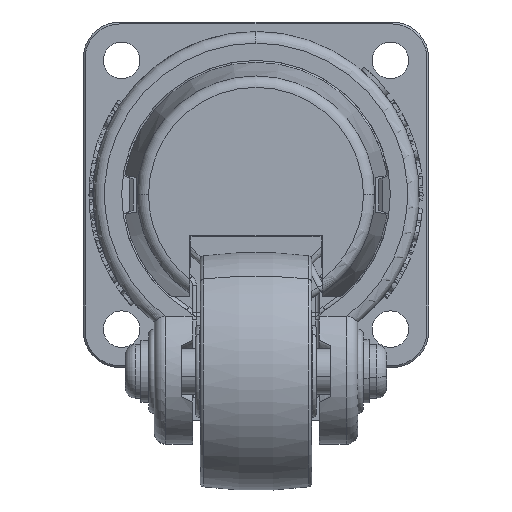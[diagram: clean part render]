
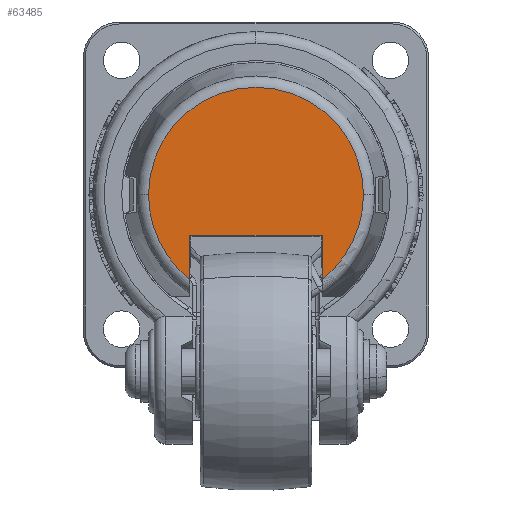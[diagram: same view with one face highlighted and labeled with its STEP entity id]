
A CAD part, front view. The second image highlights one B-rep face of the part: STEP entity #63485.
In plain terms, the highlighted planar face has unit normal (0, -1, 0).
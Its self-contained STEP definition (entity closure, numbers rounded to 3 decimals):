
#4104 = ORIENTED_EDGE ( 'NONE', *, *, #45689, .T. ) ;
#4307 = EDGE_LOOP ( 'NONE', ( #23562, #6868, #4104, #43684, #56990, #58239 ) ) ;
#4627 = CARTESIAN_POINT ( 'NONE',  ( 0., -44., 0. ) ) ;
#6868 = ORIENTED_EDGE ( 'NONE', *, *, #44619, .T. ) ;
#7864 = VERTEX_POINT ( 'NONE', #78961 ) ;
#12951 = DIRECTION ( 'NONE',  ( -1., 0., 0. ) ) ;
#13050 = EDGE_CURVE ( 'NONE', #42769, #41167, #89323, .T. ) ;
#16254 = DIRECTION ( 'NONE',  ( 0., 0., -1. ) ) ;
#17191 = DIRECTION ( 'NONE',  ( 0., 0., 1. ) ) ;
#18038 = VERTEX_POINT ( 'NONE', #42055 ) ;
#18126 = AXIS2_PLACEMENT_3D ( 'NONE', #4627, #62231, #12951 ) ;
#21318 = AXIS2_PLACEMENT_3D ( 'NONE', #36522, #93954, #44771 ) ;
#21418 = AXIS2_PLACEMENT_3D ( 'NONE', #94323, #45148, #102568 ) ;
#23562 = ORIENTED_EDGE ( 'NONE', *, *, #96564, .T. ) ;
#25475 = CARTESIAN_POINT ( 'NONE',  ( -17.25, -44., -26.5 ) ) ;
#25895 = EDGE_CURVE ( 'NONE', #94582, #42769, #95868, .T. ) ;
#27180 = PLANE ( 'NONE',  #73725 ) ;
#31476 = VECTOR ( 'NONE', #16254, 1000. ) ;
#32348 = EDGE_CURVE ( 'NONE', #102863, #94582, #42703, .T. ) ;
#35457 = DIRECTION ( 'NONE',  ( 1., 0., 0. ) ) ;
#36522 = CARTESIAN_POINT ( 'NONE',  ( 0., -44., 0. ) ) ;
#37315 = CARTESIAN_POINT ( 'NONE',  ( -27.991, -44., 0. ) ) ;
#41167 = VERTEX_POINT ( 'NONE', #103963 ) ;
#42055 = CARTESIAN_POINT ( 'NONE',  ( 17.25, -44., -22.043 ) ) ;
#42703 = CIRCLE ( 'NONE', #18126, 27.991 ) ;
#42769 = VERTEX_POINT ( 'NONE', #67768 ) ;
#43684 = ORIENTED_EDGE ( 'NONE', *, *, #32348, .T. ) ;
#44619 = EDGE_CURVE ( 'NONE', #7864, #18038, #75153, .T. ) ;
#44771 = DIRECTION ( 'NONE',  ( -1., 0., 0. ) ) ;
#45148 = DIRECTION ( 'NONE',  ( 0., -1., 0. ) ) ;
#45648 = VECTOR ( 'NONE', #17191, 1000. ) ;
#45689 = EDGE_CURVE ( 'NONE', #18038, #102863, #86621, .T. ) ;
#56990 = ORIENTED_EDGE ( 'NONE', *, *, #25895, .T. ) ;
#58239 = ORIENTED_EDGE ( 'NONE', *, *, #13050, .T. ) ;
#62231 = DIRECTION ( 'NONE',  ( 0., -1., 0. ) ) ;
#63485 = ADVANCED_FACE ( 'NONE', ( #105967 ), #27180, .F. ) ;
#64703 = VECTOR ( 'NONE', #73792, 1000. ) ;
#65488 = CARTESIAN_POINT ( 'NONE',  ( -17.25, -44., -10.5 ) ) ;
#67768 = CARTESIAN_POINT ( 'NONE',  ( -17.25, -44., -22.043 ) ) ;
#73725 = AXIS2_PLACEMENT_3D ( 'NONE', #76424, #84638, #35457 ) ;
#73792 = DIRECTION ( 'NONE',  ( 1., 0., 0. ) ) ;
#75153 = LINE ( 'NONE', #98247, #31476 ) ;
#76424 = CARTESIAN_POINT ( 'NONE',  ( 0., -44., 27.991 ) ) ;
#78961 = CARTESIAN_POINT ( 'NONE',  ( 17.25, -44., -10.5 ) ) ;
#84638 = DIRECTION ( 'NONE',  ( 0., 1., 0. ) ) ;
#86612 = LINE ( 'NONE', #65488, #64703 ) ;
#86621 = CIRCLE ( 'NONE', #21418, 27.991 ) ;
#89323 = LINE ( 'NONE', #25475, #45648 ) ;
#91347 = CARTESIAN_POINT ( 'NONE',  ( 27.991, -44., 0. ) ) ;
#93954 = DIRECTION ( 'NONE',  ( 0., -1., 0. ) ) ;
#94323 = CARTESIAN_POINT ( 'NONE',  ( 0., -44., 0. ) ) ;
#94582 = VERTEX_POINT ( 'NONE', #37315 ) ;
#95868 = CIRCLE ( 'NONE', #21318, 27.991 ) ;
#96564 = EDGE_CURVE ( 'NONE', #41167, #7864, #86612, .T. ) ;
#98247 = CARTESIAN_POINT ( 'NONE',  ( 17.25, -44., -26.5 ) ) ;
#102568 = DIRECTION ( 'NONE',  ( -1., 0., 0. ) ) ;
#102863 = VERTEX_POINT ( 'NONE', #91347 ) ;
#103963 = CARTESIAN_POINT ( 'NONE',  ( -17.25, -44., -10.5 ) ) ;
#105967 = FACE_OUTER_BOUND ( 'NONE', #4307, .T. ) ;
